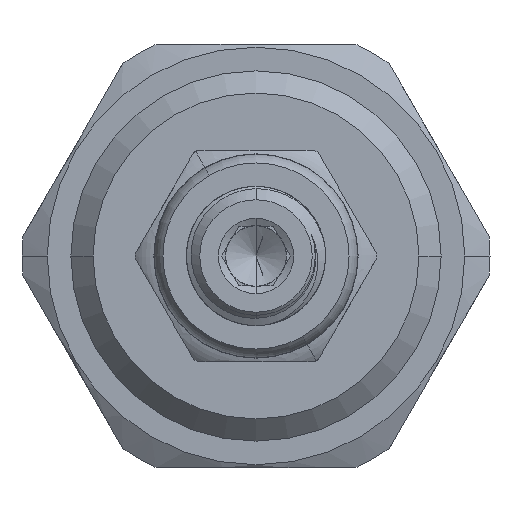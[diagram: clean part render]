
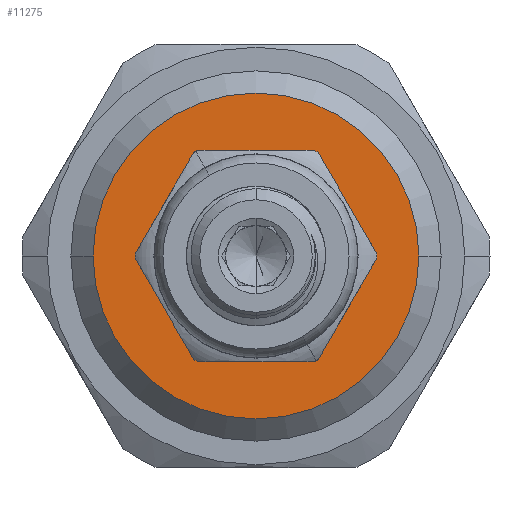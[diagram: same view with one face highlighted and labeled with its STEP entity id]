
A CAD part, left-side view. The second image highlights one B-rep face of the part: STEP entity #11275.
In plain terms, the highlighted planar face has unit normal (-1, 0, 0).
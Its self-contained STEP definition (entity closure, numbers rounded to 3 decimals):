
#740 = CARTESIAN_POINT ( 'NONE',  ( 0., 0., 0. ) ) ;
#3033 = EDGE_CURVE ( 'NONE', #7242, #14026, #34348, .T. ) ;
#4415 = CARTESIAN_POINT ( 'NONE',  ( 0., 0., 0. ) ) ;
#5497 = CIRCLE ( 'NONE', #19444, 6.875 ) ;
#6976 = CARTESIAN_POINT ( 'NONE',  ( 0., -3.438, -5.954 ) ) ;
#7242 = VERTEX_POINT ( 'NONE', #6976 ) ;
#8174 = EDGE_CURVE ( 'NONE', #20860, #11771, #11552, .T. ) ;
#8931 = DIRECTION ( 'NONE',  ( 0., -0.5, -0.866 ) ) ;
#9143 = PLANE ( 'NONE',  #40280 ) ;
#10534 = AXIS2_PLACEMENT_3D ( 'NONE', #740, #29638, #50387 ) ;
#11275 = ADVANCED_FACE ( 'NONE', ( #26834, #44995 ), #9143, .T. ) ;
#11552 = CIRCLE ( 'NONE', #36786, 11. ) ;
#11771 = VERTEX_POINT ( 'NONE', #20676 ) ;
#13378 = DIRECTION ( 'NONE',  ( -1., 0., 0. ) ) ;
#14026 = VERTEX_POINT ( 'NONE', #21808 ) ;
#14155 = EDGE_LOOP ( 'NONE', ( #33121, #49101 ) ) ;
#14456 = ORIENTED_EDGE ( 'NONE', *, *, #8174, .T. ) ;
#14663 = CIRCLE ( 'NONE', #41084, 11. ) ;
#19004 = CARTESIAN_POINT ( 'NONE',  ( 0., 0., 0. ) ) ;
#19444 = AXIS2_PLACEMENT_3D ( 'NONE', #4415, #33623, #8931 ) ;
#20676 = CARTESIAN_POINT ( 'NONE',  ( 0., -11., 0. ) ) ;
#20860 = VERTEX_POINT ( 'NONE', #49357 ) ;
#21055 = CARTESIAN_POINT ( 'NONE',  ( 0., 0., 0. ) ) ;
#21553 = ORIENTED_EDGE ( 'NONE', *, *, #44784, .T. ) ;
#21808 = CARTESIAN_POINT ( 'NONE',  ( 0., 3.437, 5.954 ) ) ;
#25222 = DIRECTION ( 'NONE',  ( 0., 1., 0. ) ) ;
#25476 = CARTESIAN_POINT ( 'NONE',  ( 0., 0., 0. ) ) ;
#25919 = EDGE_LOOP ( 'NONE', ( #21553, #14456 ) ) ;
#26834 = FACE_BOUND ( 'NONE', #14155, .T. ) ;
#27502 = DIRECTION ( 'NONE',  ( 0., 1., 0. ) ) ;
#29638 = DIRECTION ( 'NONE',  ( 1., 0., 0. ) ) ;
#33121 = ORIENTED_EDGE ( 'NONE', *, *, #50635, .T. ) ;
#33623 = DIRECTION ( 'NONE',  ( 1., 0., 0. ) ) ;
#33747 = DIRECTION ( 'NONE',  ( 0., 1., 0. ) ) ;
#34348 = CIRCLE ( 'NONE', #10534, 6.875 ) ;
#36786 = AXIS2_PLACEMENT_3D ( 'NONE', #19004, #51704, #27502 ) ;
#40280 = AXIS2_PLACEMENT_3D ( 'NONE', #21055, #49958, #25222 ) ;
#41084 = AXIS2_PLACEMENT_3D ( 'NONE', #25476, #13378, #33747 ) ;
#44784 = EDGE_CURVE ( 'NONE', #11771, #20860, #14663, .T. ) ;
#44995 = FACE_OUTER_BOUND ( 'NONE', #25919, .T. ) ;
#49101 = ORIENTED_EDGE ( 'NONE', *, *, #3033, .T. ) ;
#49357 = CARTESIAN_POINT ( 'NONE',  ( 0., 11., 0. ) ) ;
#49958 = DIRECTION ( 'NONE',  ( -1., 0., 0. ) ) ;
#50387 = DIRECTION ( 'NONE',  ( 0., -0.5, -0.866 ) ) ;
#50635 = EDGE_CURVE ( 'NONE', #14026, #7242, #5497, .T. ) ;
#51704 = DIRECTION ( 'NONE',  ( -1., 0., 0. ) ) ;
